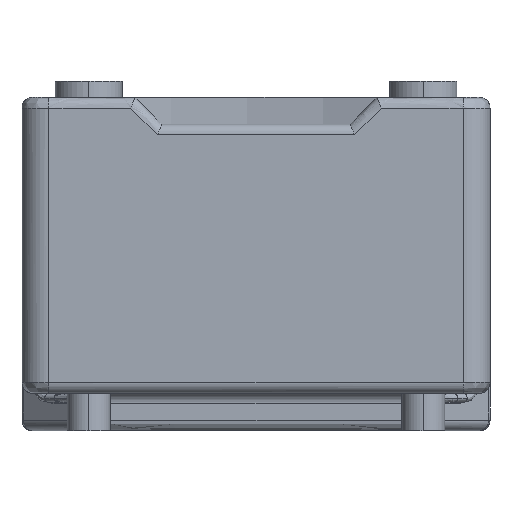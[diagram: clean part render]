
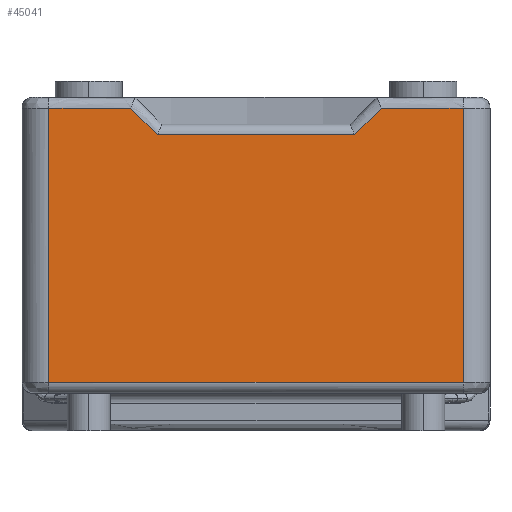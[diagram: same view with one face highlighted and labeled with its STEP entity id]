
A CAD part, front view. The second image highlights one B-rep face of the part: STEP entity #45041.
In plain terms, the highlighted free-form (B-spline) face has degree [1, 1] with [2, 2] control points.
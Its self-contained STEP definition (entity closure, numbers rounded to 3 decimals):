
#43857 = VERTEX_POINT('',#43858);
#43858 = CARTESIAN_POINT('',(4.406,-5.722,
    -0.229));
#43866 = VERTEX_POINT('',#43867);
#43867 = CARTESIAN_POINT('',(2.669,-5.722,
    -0.229));
#43874 = EDGE_CURVE('',#43857,#43866,#43875,.T.);
#43875 = B_SPLINE_CURVE_WITH_KNOTS('',1,(#43876,#43877),.UNSPECIFIED.,
  .F.,.F.,(2,2),(-8.2,-6.683),.PIECEWISE_BEZIER_KNOTS.);
#43876 = CARTESIAN_POINT('',(4.406,-5.722,
    -0.229));
#43877 = CARTESIAN_POINT('',(2.669,-5.722,
    -0.229));
#43970 = EDGE_CURVE('',#43857,#43971,#43973,.T.);
#43971 = VERTEX_POINT('',#43972);
#43972 = CARTESIAN_POINT('',(4.406,-5.722,
    -6.065));
#43973 = B_SPLINE_CURVE_WITH_KNOTS('',1,(#43974,#43975),.UNSPECIFIED.,
  .F.,.F.,(2,2),(-6.,-0.9),.PIECEWISE_BEZIER_KNOTS.);
#43974 = CARTESIAN_POINT('',(4.406,-5.722,
    -0.229));
#43975 = CARTESIAN_POINT('',(4.406,-5.722,
    -6.065));
#44041 = VERTEX_POINT('',#44042);
#44042 = CARTESIAN_POINT('',(-4.406,-5.722,
    -6.065));
#44048 = EDGE_CURVE('',#44041,#44049,#44051,.T.);
#44049 = VERTEX_POINT('',#44050);
#44050 = CARTESIAN_POINT('',(-4.406,-5.722,
    -0.229));
#44051 = B_SPLINE_CURVE_WITH_KNOTS('',1,(#44052,#44053),.UNSPECIFIED.,
  .F.,.F.,(2,2),(0.9,6.),.PIECEWISE_BEZIER_KNOTS.);
#44052 = CARTESIAN_POINT('',(-4.406,-5.722,
    -6.065));
#44053 = CARTESIAN_POINT('',(-4.406,-5.722,
    -0.229));
#44097 = VERTEX_POINT('',#44098);
#44098 = CARTESIAN_POINT('',(-2.669,-5.722,
    -0.229));
#44112 = EDGE_CURVE('',#44049,#44097,#44113,.T.);
#44113 = B_SPLINE_CURVE_WITH_KNOTS('',1,(#44114,#44115),.UNSPECIFIED.,
  .F.,.F.,(2,2),(0.5,2.017),.PIECEWISE_BEZIER_KNOTS.);
#44114 = CARTESIAN_POINT('',(-4.406,-5.722,
    -0.229));
#44115 = CARTESIAN_POINT('',(-2.669,-5.722,
    -0.229));
#44152 = VERTEX_POINT('',#44153);
#44153 = CARTESIAN_POINT('',(-2.097,-5.722,
    -0.801));
#44162 = EDGE_CURVE('',#44097,#44152,#44163,.T.);
#44163 = B_SPLINE_CURVE_WITH_KNOTS('',1,(#44164,#44165),.UNSPECIFIED.,
  .F.,.F.,(2,2),(-2.816,-2.109),
  .PIECEWISE_BEZIER_KNOTS.);
#44164 = CARTESIAN_POINT('',(-2.669,-5.722,
    -0.229));
#44165 = CARTESIAN_POINT('',(-2.097,-5.722,
    -0.801));
#44178 = VERTEX_POINT('',#44179);
#44179 = CARTESIAN_POINT('',(2.097,-5.722,
    -0.801));
#44188 = EDGE_CURVE('',#44152,#44178,#44189,.T.);
#44189 = B_SPLINE_CURVE_WITH_KNOTS('',1,(#44190,#44191),.UNSPECIFIED.,
  .F.,.F.,(2,2),(2.517,6.183),
  .PIECEWISE_BEZIER_KNOTS.);
#44190 = CARTESIAN_POINT('',(-2.097,-5.722,
    -0.801));
#44191 = CARTESIAN_POINT('',(2.097,-5.722,
    -0.801));
#44206 = EDGE_CURVE('',#44178,#43866,#44207,.T.);
#44207 = B_SPLINE_CURVE_WITH_KNOTS('',1,(#44208,#44209),.UNSPECIFIED.,
  .F.,.F.,(2,2),(8.261,8.968),
  .PIECEWISE_BEZIER_KNOTS.);
#44208 = CARTESIAN_POINT('',(2.097,-5.722,
    -0.801));
#44209 = CARTESIAN_POINT('',(2.669,-5.722,
    -0.229));
#45041 = ADVANCED_FACE('',(#45042),#45056,.T.);
#45042 = FACE_BOUND('',#45043,.T.);
#45043 = EDGE_LOOP('',(#45044,#45045,#45050,#45051,#45052,#45053,#45054,
    #45055));
#45044 = ORIENTED_EDGE('',*,*,#44048,.F.);
#45045 = ORIENTED_EDGE('',*,*,#45046,.T.);
#45046 = EDGE_CURVE('',#44041,#43971,#45047,.T.);
#45047 = B_SPLINE_CURVE_WITH_KNOTS('',1,(#45048,#45049),.UNSPECIFIED.,
  .F.,.F.,(2,2),(0.5,8.2),.PIECEWISE_BEZIER_KNOTS.);
#45048 = CARTESIAN_POINT('',(-4.406,-5.722,
    -6.065));
#45049 = CARTESIAN_POINT('',(4.406,-5.722,
    -6.065));
#45050 = ORIENTED_EDGE('',*,*,#43970,.F.);
#45051 = ORIENTED_EDGE('',*,*,#43874,.T.);
#45052 = ORIENTED_EDGE('',*,*,#44206,.F.);
#45053 = ORIENTED_EDGE('',*,*,#44188,.F.);
#45054 = ORIENTED_EDGE('',*,*,#44162,.F.);
#45055 = ORIENTED_EDGE('',*,*,#44112,.F.);
#45056 = B_SPLINE_SURFACE_WITH_KNOTS('',1,1,(
    (#45057,#45058)
    ,(#45059,#45060
    )),.UNSPECIFIED.,.F.,.F.,.F.,(2,2),(2,2),(-6.,-0.9),(0.5,8.2),
  .PIECEWISE_BEZIER_KNOTS.);
#45057 = CARTESIAN_POINT('',(-4.406,-5.722,
    -0.229));
#45058 = CARTESIAN_POINT('',(4.406,-5.722,
    -0.229));
#45059 = CARTESIAN_POINT('',(-4.406,-5.722,
    -6.065));
#45060 = CARTESIAN_POINT('',(4.406,-5.722,
    -6.065));
